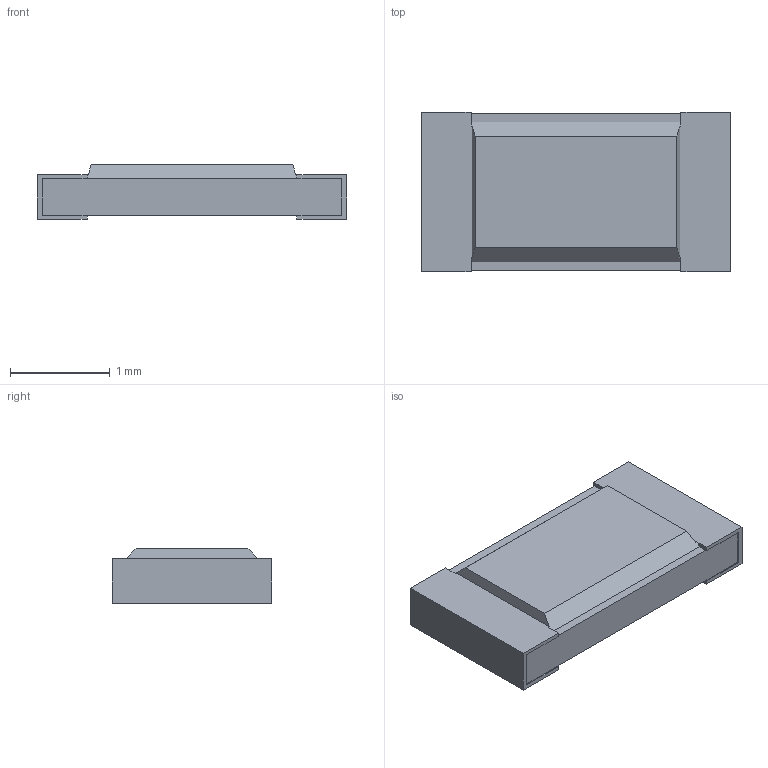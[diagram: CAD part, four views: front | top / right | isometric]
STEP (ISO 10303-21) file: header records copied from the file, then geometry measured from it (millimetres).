
FILE_DESCRIPTION(('FreeCAD Model'),'2;1');
FILE_NAME('Open CASCADE Shape Model','2025-12-09T11:33:06',(''),(''), 'Open CASCADE STEP processor 7.8','FreeCAD','Unknown');
FILE_SCHEMA(('AUTOMOTIVE_DESIGN { 1 0 10303 214 1 1 1 1 }'));
Length unit declared in the file: millimetre
Products named in the file (1): RESC3116X55_1206
Bounding box: 3.1 x 1.6 x 0.55 mm (x, y, z)
Volume: 2.3 mm3; surface area: 14.4 mm2
Topology: 1 solids, 1 shells, 38 faces, 100 edges, 64 vertices
Faces by surface type: plane 38
Entity records: 1396 total; most frequent: CARTESIAN_POINT 203, ORIENTED_EDGE 200, DIRECTION 178, EDGE_CURVE 100, LINE 100, VECTOR 100, VERTEX_POINT 64, AXIS2_PLACEMENT_3D 39
